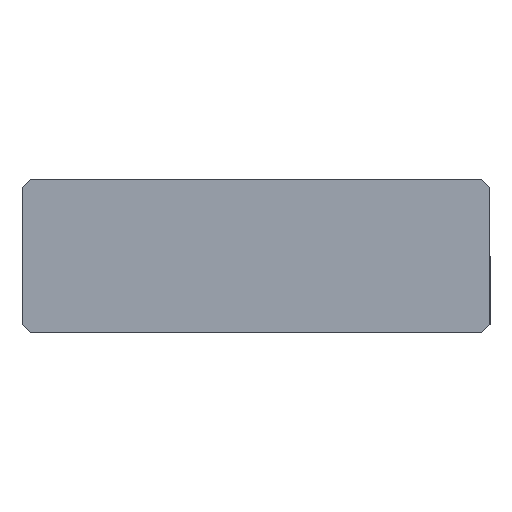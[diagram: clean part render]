
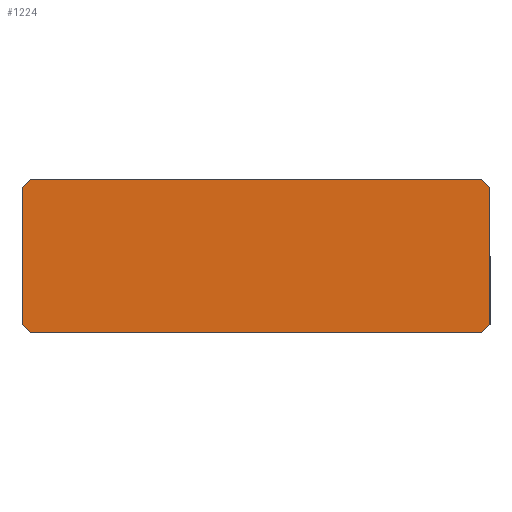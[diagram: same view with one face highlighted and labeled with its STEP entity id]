
A CAD part, front view. The second image highlights one B-rep face of the part: STEP entity #1224.
In plain terms, the highlighted planar face has unit normal (0, -1, 0).
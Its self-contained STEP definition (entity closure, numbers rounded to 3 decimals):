
#1224 = ADVANCED_FACE ( 'NONE', ( #7363 ), #36575, .F. ) ;
#2612 = AXIS2_PLACEMENT_3D ( 'NONE', #36570, #36580, #36582 ) ;
#3755 = VERTEX_POINT ( 'NONE', #21721 ) ;
#3756 = VERTEX_POINT ( 'NONE', #21723 ) ;
#3764 = VERTEX_POINT ( 'NONE', #21738 ) ;
#3765 = VERTEX_POINT ( 'NONE', #21739 ) ;
#3766 = VERTEX_POINT ( 'NONE', #21740 ) ;
#3767 = VERTEX_POINT ( 'NONE', #21741 ) ;
#3768 = VERTEX_POINT ( 'NONE', #21743 ) ;
#3771 = VERTEX_POINT ( 'NONE', #21749 ) ;
#7363 = FACE_OUTER_BOUND ( 'NONE', #47633, .T. ) ;
#21721 = CARTESIAN_POINT ( 'NONE',  ( 85., 0., 42.5 ) ) ;
#21723 = CARTESIAN_POINT ( 'NONE',  ( 85., 0., -42.5 ) ) ;
#21738 = CARTESIAN_POINT ( 'NONE',  ( -205., 0., -42.5 ) ) ;
#21739 = CARTESIAN_POINT ( 'NONE',  ( -205., 0., 42.5 ) ) ;
#21740 = CARTESIAN_POINT ( 'NONE',  ( 80., 0., -47.5 ) ) ;
#21741 = CARTESIAN_POINT ( 'NONE',  ( -200., 0., -47.5 ) ) ;
#21743 = CARTESIAN_POINT ( 'NONE',  ( -200., 0., 47.5 ) ) ;
#21749 = CARTESIAN_POINT ( 'NONE',  ( 80., 0., 47.5 ) ) ;
#26965 = ORIENTED_EDGE ( 'NONE', *, *, #41260, .F. ) ;
#26966 = ORIENTED_EDGE ( 'NONE', *, *, #41365, .T. ) ;
#26967 = ORIENTED_EDGE ( 'NONE', *, *, #41246, .F. ) ;
#26971 = ORIENTED_EDGE ( 'NONE', *, *, #41265, .F. ) ;
#26975 = ORIENTED_EDGE ( 'NONE', *, *, #41361, .T. ) ;
#26977 = ORIENTED_EDGE ( 'NONE', *, *, #41358, .T. ) ;
#27015 = ORIENTED_EDGE ( 'NONE', *, *, #41274, .F. ) ;
#27024 = ORIENTED_EDGE ( 'NONE', *, *, #41363, .T. ) ;
#29091 = LINE ( 'NONE', #30221, #29094 ) ;
#29094 = VECTOR ( 'NONE', #30223, 1000. ) ;
#29097 = LINE ( 'NONE', #30222, #29106 ) ;
#29106 = VECTOR ( 'NONE', #30234, 1000. ) ;
#29107 = LINE ( 'NONE', #30237, #29110 ) ;
#29110 = VECTOR ( 'NONE', #30238, 1000. ) ;
#29115 = LINE ( 'NONE', #30244, #29118 ) ;
#29117 = LINE ( 'NONE', #30334, #29164 ) ;
#29118 = VECTOR ( 'NONE', #30245, 1000. ) ;
#29159 = LINE ( 'NONE', #30344, #29162 ) ;
#29162 = VECTOR ( 'NONE', #30345, 1000. ) ;
#29163 = LINE ( 'NONE', #30347, #29166 ) ;
#29164 = VECTOR ( 'NONE', #30346, 1000. ) ;
#29165 = LINE ( 'NONE', #30349, #29168 ) ;
#29166 = VECTOR ( 'NONE', #30348, 1000. ) ;
#29168 = VECTOR ( 'NONE', #30350, 1000. ) ;
#30221 = CARTESIAN_POINT ( 'NONE',  ( 85., 0., 47.5 ) ) ;
#30222 = CARTESIAN_POINT ( 'NONE',  ( 85., 0., -47.5 ) ) ;
#30223 = DIRECTION ( 'NONE',  ( 0., 0., -1. ) ) ;
#30234 = DIRECTION ( 'NONE',  ( -1., 0., 0. ) ) ;
#30237 = CARTESIAN_POINT ( 'NONE',  ( -205., 0., 47.5 ) ) ;
#30238 = DIRECTION ( 'NONE',  ( 0., 0., 1. ) ) ;
#30244 = CARTESIAN_POINT ( 'NONE',  ( 85., 0., 47.5 ) ) ;
#30245 = DIRECTION ( 'NONE',  ( 1., 0., 0. ) ) ;
#30334 = CARTESIAN_POINT ( 'NONE',  ( 85., 0., 42.5 ) ) ;
#30344 = CARTESIAN_POINT ( 'NONE',  ( 80., 0., -47.5 ) ) ;
#30345 = DIRECTION ( 'NONE',  ( 0.707, 0., 0.707 ) ) ;
#30346 = DIRECTION ( 'NONE',  ( -0.707, 0., 0.707 ) ) ;
#30347 = CARTESIAN_POINT ( 'NONE',  ( -200., 0., 47.5 ) ) ;
#30348 = DIRECTION ( 'NONE',  ( -0.707, 0., -0.707 ) ) ;
#30349 = CARTESIAN_POINT ( 'NONE',  ( -205., 0., -42.5 ) ) ;
#30350 = DIRECTION ( 'NONE',  ( 0.707, 0., -0.707 ) ) ;
#36570 = CARTESIAN_POINT ( 'NONE',  ( 0., 0., 0. ) ) ;
#36575 = PLANE ( 'NONE',  #2612 ) ;
#36580 = DIRECTION ( 'NONE',  ( 0., 1., 0. ) ) ;
#36582 = DIRECTION ( 'NONE',  ( 0., 0., 1. ) ) ;
#41246 = EDGE_CURVE ( 'NONE', #3755, #3756, #29091, .T. ) ;
#41260 = EDGE_CURVE ( 'NONE', #3766, #3767, #29097, .T. ) ;
#41265 = EDGE_CURVE ( 'NONE', #3764, #3765, #29107, .T. ) ;
#41274 = EDGE_CURVE ( 'NONE', #3768, #3771, #29115, .T. ) ;
#41358 = EDGE_CURVE ( 'NONE', #3766, #3756, #29159, .T. ) ;
#41361 = EDGE_CURVE ( 'NONE', #3755, #3771, #29117, .T. ) ;
#41363 = EDGE_CURVE ( 'NONE', #3768, #3765, #29163, .T. ) ;
#41365 = EDGE_CURVE ( 'NONE', #3764, #3767, #29165, .T. ) ;
#47633 = EDGE_LOOP ( 'NONE', ( #26965, #26977, #26967, #26975, #27015, #27024, #26971, #26966 ) ) ;
